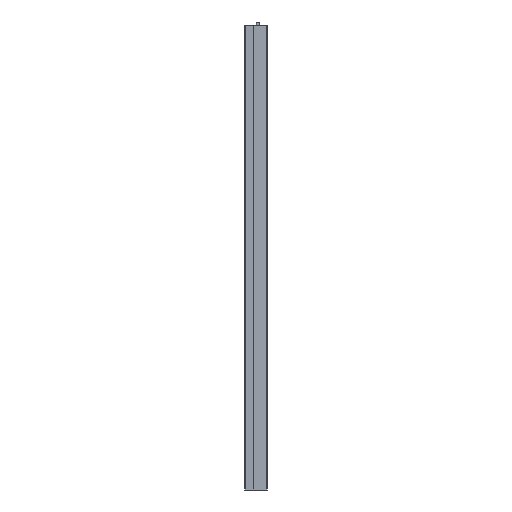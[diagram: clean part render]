
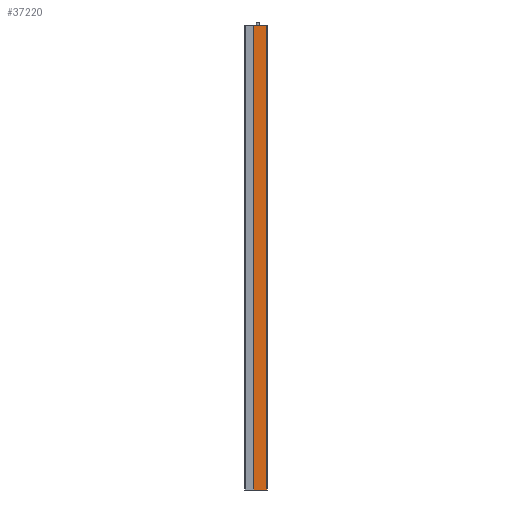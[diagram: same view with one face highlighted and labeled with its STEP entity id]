
A CAD part, left-side view. The second image highlights one B-rep face of the part: STEP entity #37220.
In plain terms, the highlighted face is planar.
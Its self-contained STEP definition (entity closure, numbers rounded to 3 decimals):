
#30 = VERTEX_POINT ( 'NONE', #35959 ) ;
#413 = CARTESIAN_POINT ( 'NONE',  ( 6.75, 0., 479.5 ) ) ;
#1006 = DIRECTION ( 'NONE',  ( 0., -1., 0. ) ) ;
#3220 = ORIENTED_EDGE ( 'NONE', *, *, #16688, .F. ) ;
#4376 = EDGE_CURVE ( 'NONE', #6636, #30, #11438, .T. ) ;
#5013 = VERTEX_POINT ( 'NONE', #9904 ) ;
#5402 = DIRECTION ( 'NONE',  ( 0., 0., 1. ) ) ;
#5777 = EDGE_LOOP ( 'NONE', ( #3220, #30726, #36091, #35027 ) ) ;
#6214 = DIRECTION ( 'NONE',  ( 0., 1., 0. ) ) ;
#6636 = VERTEX_POINT ( 'NONE', #11668 ) ;
#8560 = CARTESIAN_POINT ( 'NONE',  ( 6.75, 0., -479.5 ) ) ;
#8962 = EDGE_CURVE ( 'NONE', #31713, #5013, #13259, .T. ) ;
#9558 = CARTESIAN_POINT ( 'NONE',  ( 6.75, 0.3, 479.5 ) ) ;
#9721 = DIRECTION ( 'NONE',  ( -1., 0., 0. ) ) ;
#9904 = CARTESIAN_POINT ( 'NONE',  ( 6.75, 0.3, -479.5 ) ) ;
#11438 = LINE ( 'NONE', #23890, #18165 ) ;
#11668 = CARTESIAN_POINT ( 'NONE',  ( 6.75, 27.938, -479.5 ) ) ;
#12840 = CARTESIAN_POINT ( 'NONE',  ( 6.75, 0., 479.5 ) ) ;
#13259 = LINE ( 'NONE', #9558, #24147 ) ;
#16523 = PLANE ( 'NONE',  #19636 ) ;
#16688 = EDGE_CURVE ( 'NONE', #31713, #30, #30174, .T. ) ;
#18165 = VECTOR ( 'NONE', #5402, 1000. ) ;
#19636 = AXIS2_PLACEMENT_3D ( 'NONE', #12840, #9721, #1006 ) ;
#20061 = EDGE_CURVE ( 'NONE', #5013, #6636, #20824, .T. ) ;
#20824 = LINE ( 'NONE', #8560, #24924 ) ;
#23564 = DIRECTION ( 'NONE',  ( 0., 1., 0. ) ) ;
#23890 = CARTESIAN_POINT ( 'NONE',  ( 6.75, 27.938, 479.5 ) ) ;
#24147 = VECTOR ( 'NONE', #33307, 1000. ) ;
#24924 = VECTOR ( 'NONE', #23564, 1000. ) ;
#25991 = CARTESIAN_POINT ( 'NONE',  ( 6.75, 0.3, 479.5 ) ) ;
#26098 = VECTOR ( 'NONE', #6214, 1000. ) ;
#30174 = LINE ( 'NONE', #413, #26098 ) ;
#30554 = FACE_OUTER_BOUND ( 'NONE', #5777, .T. ) ;
#30726 = ORIENTED_EDGE ( 'NONE', *, *, #8962, .T. ) ;
#31713 = VERTEX_POINT ( 'NONE', #25991 ) ;
#33307 = DIRECTION ( 'NONE',  ( 0., 0., -1. ) ) ;
#35027 = ORIENTED_EDGE ( 'NONE', *, *, #4376, .T. ) ;
#35959 = CARTESIAN_POINT ( 'NONE',  ( 6.75, 27.938, 479.5 ) ) ;
#36091 = ORIENTED_EDGE ( 'NONE', *, *, #20061, .T. ) ;
#37220 = ADVANCED_FACE ( 'NONE', ( #30554 ), #16523, .F. ) ;
